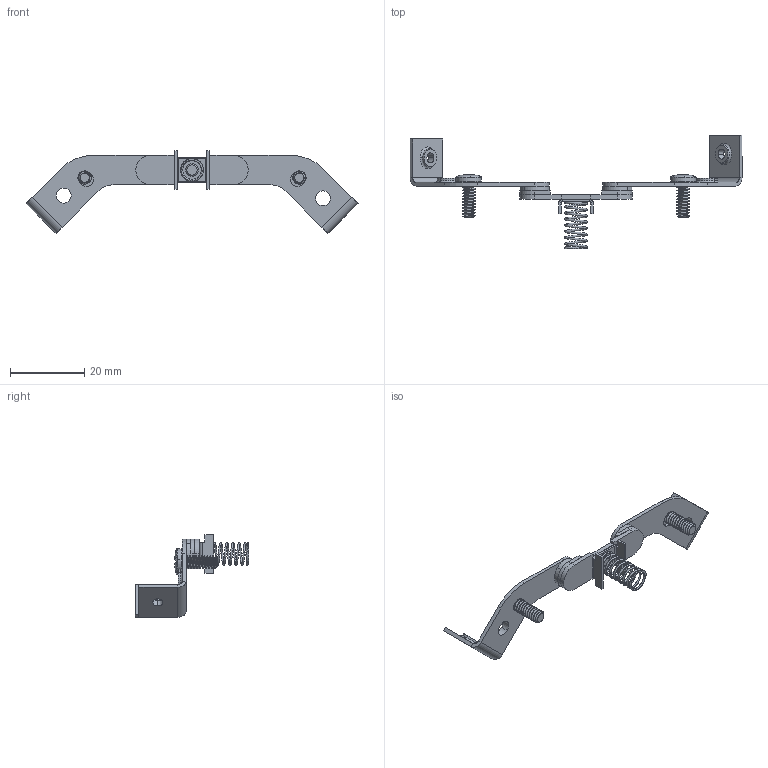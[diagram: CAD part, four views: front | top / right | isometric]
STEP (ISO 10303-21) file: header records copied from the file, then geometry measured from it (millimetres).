
FILE_DESCRIPTION (( 'STEP AP214' ), '1' );
FILE_NAME ('B373B331G18.STEP', '2019-09-05T01:16:57', ( '' ), ( '' ), 'SwSTEP 2.0', 'SolidWorks 2017', '' );
FILE_SCHEMA (( 'AUTOMOTIVE_DESIGN' ));
Length unit declared in the file: millimetre
Products named in the file (1): B373B331G18
Bounding box: 89.35 x 30.61 x 22.26 mm (x, y, z)
Surface area: 4267.4 mm2 (no closed solid volume)
Topology: 0 solids, 11 shells, 323 faces, 839 edges, 542 vertices
Faces by surface type: cylinder 179, plane 100, torus 18, bspline 12, sphere 8, cone 6
Entity records: 19723 total; most frequent: CARTESIAN_POINT 8931, ORIENTED_EDGE 1662, DIRECTION 1379, EDGE_CURVE 839, VERTEX_POINT 542, AXIS2_PLACEMENT_3D 512, VECTOR 355, LINE 355
